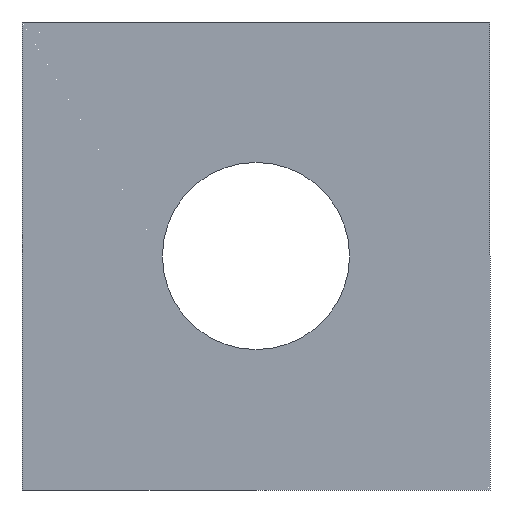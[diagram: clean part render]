
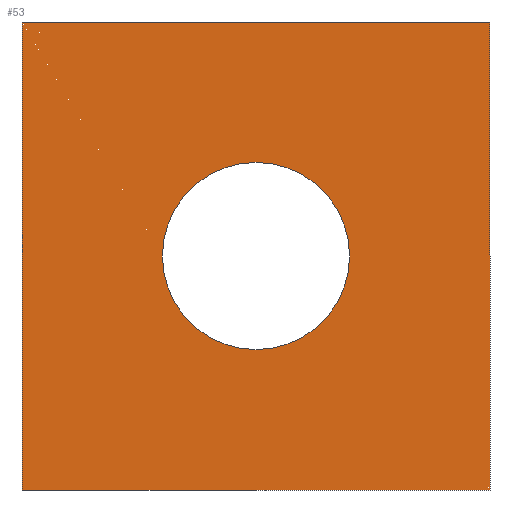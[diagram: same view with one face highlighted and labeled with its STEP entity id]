
A CAD part, front view. The second image highlights one B-rep face of the part: STEP entity #53.
In plain terms, the highlighted planar face has unit normal (0, -1, 0).
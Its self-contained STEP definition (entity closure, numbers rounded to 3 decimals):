
#53=ADVANCED_FACE('',(#116,#118),#120,.F.);
#116=FACE_BOUND('',#117,.T.);
#117=EDGE_LOOP('',(#171,#172,#173,#174));
#118=FACE_BOUND('',#119,.T.);
#119=EDGE_LOOP('',(#175));
#120=PLANE('',#121);
#121=AXIS2_PLACEMENT_3D('',#122,#123,#124);
#122=CARTESIAN_POINT('',(0.,0.,0.));
#123=DIRECTION('',(0.,1.,0.));
#124=DIRECTION('',(-1.,0.,0.));
#171=ORIENTED_EDGE('',*,*,#199,.F.);
#172=ORIENTED_EDGE('',*,*,#200,.F.);
#173=ORIENTED_EDGE('',*,*,#201,.F.);
#174=ORIENTED_EDGE('',*,*,#202,.F.);
#175=ORIENTED_EDGE('',*,*,#203,.T.);
#199=EDGE_CURVE('',#213,#214,#215,.T.);
#200=EDGE_CURVE('',#216,#213,#217,.T.);
#201=EDGE_CURVE('',#218,#216,#219,.T.);
#202=EDGE_CURVE('',#214,#218,#220,.T.);
#203=EDGE_CURVE('',#221,#221,#222,.T.);
#213=VERTEX_POINT('',#237);
#214=VERTEX_POINT('',#238);
#215=LINE('',#239,#240);
#216=VERTEX_POINT('',#242);
#217=LINE('',#243,#244);
#218=VERTEX_POINT('',#246);
#219=LINE('',#247,#248);
#220=LINE('',#250,#251);
#221=VERTEX_POINT('',#253);
#222=CIRCLE('',#254,2.);
#237=CARTESIAN_POINT('',(0.,0.,0.));
#238=CARTESIAN_POINT('',(-10.,0.,0.));
#239=CARTESIAN_POINT('',(0.,0.,0.));
#240=VECTOR('',#241,1.);
#241=DIRECTION('',(-1.,0.,0.));
#242=CARTESIAN_POINT('',(0.,0.,10.));
#243=CARTESIAN_POINT('',(0.,0.,10.));
#244=VECTOR('',#245,1.);
#245=DIRECTION('',(0.,0.,-1.));
#246=CARTESIAN_POINT('',(-10.,0.,10.));
#247=CARTESIAN_POINT('',(-10.,0.,10.));
#248=VECTOR('',#249,1.);
#249=DIRECTION('',(1.,0.,0.));
#250=CARTESIAN_POINT('',(-10.,0.,0.));
#251=VECTOR('',#252,1.);
#252=DIRECTION('',(0.,0.,1.));
#253=CARTESIAN_POINT('',(-7.,0.,5.));
#254=AXIS2_PLACEMENT_3D('',#255,#256,#257);
#255=CARTESIAN_POINT('',(-5.,0.,5.));
#256=DIRECTION('',(0.,1.,0.));
#257=DIRECTION('',(-1.,0.,0.));
